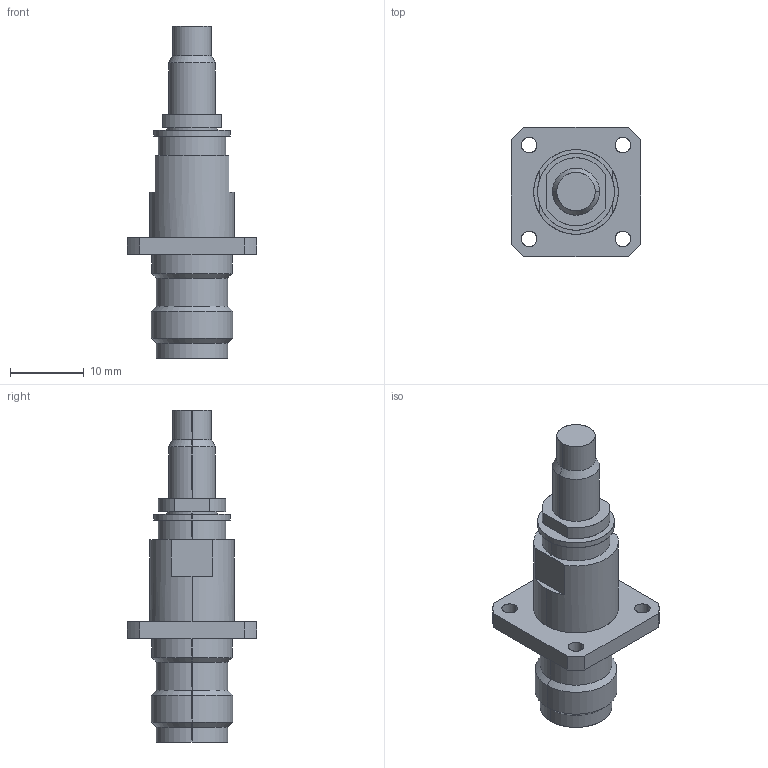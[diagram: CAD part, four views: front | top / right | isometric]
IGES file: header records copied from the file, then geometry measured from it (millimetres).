
Start section: SolidWorks IGES file using analytic representation for surfaces
Global section: file name: R143.295.700E.IGS; native system: SolidWorks 2014; preprocessor: SolidWorks 2014; author: RAYMOND_G; date: 150119.110902; units: millimetre
Bounding box: 17.5 x 17.5 x 44.93 mm (x, y, z)
Surface area: 2503.3 mm2 (no closed solid volume)
Topology: 0 solids, 0 shells, 120 faces, 1568 edges, 1568 vertices
Faces by surface type: revolution 80, bspline 40
